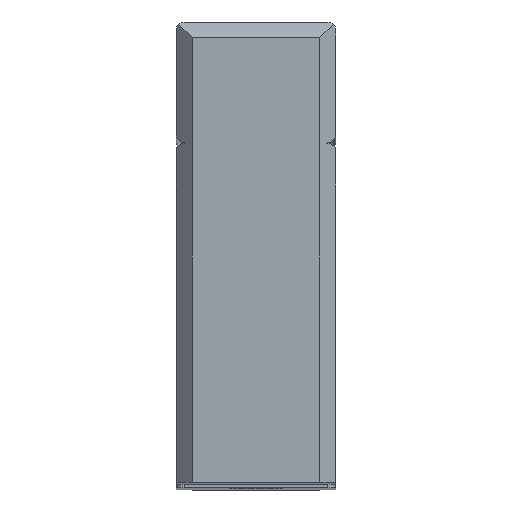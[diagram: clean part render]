
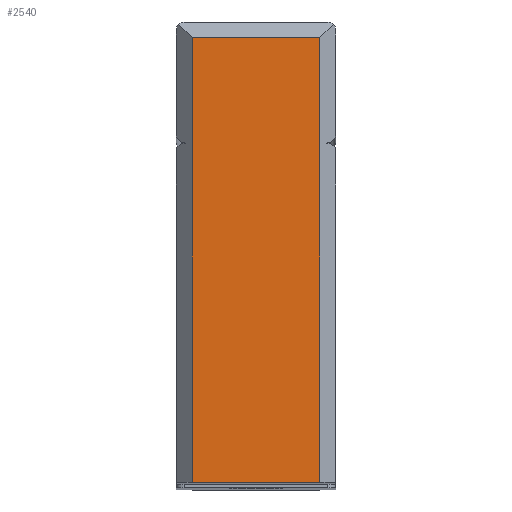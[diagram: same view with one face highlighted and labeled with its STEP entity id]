
A CAD part, top view. The second image highlights one B-rep face of the part: STEP entity #2540.
In plain terms, the highlighted planar face has unit normal (0, 0, 1).
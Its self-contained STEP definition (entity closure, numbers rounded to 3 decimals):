
#1790=CARTESIAN_POINT('',(-9.,-10.7,0.));
#1800=DIRECTION('',(0.,-1.,0.));
#1810=VECTOR('',#1800,1.);
#1820=LINE('',#1790,#1810);
#1830=CARTESIAN_POINT('',(-9.,0.,0.
));
#1840=VERTEX_POINT('',#1830);
#1850=CARTESIAN_POINT('',(-9.,-27.895,0.));
#1860=VERTEX_POINT('',#1850);
#1870=EDGE_CURVE('',#1840,#1860,#1820,.T.);
#2240=CARTESIAN_POINT('',(0.,0.,0.));
#2250=DIRECTION('',(0.,0.,1.));
#2260=DIRECTION('',(-1.,0.,0.));
#2270=AXIS2_PLACEMENT_3D('',#2240,#2250,#2260);
#2280=PLANE('',#2270);
#2290=CARTESIAN_POINT('',(-5.,-27.895,0.));
#2300=DIRECTION('',(1.,0.,0.));
#2310=VECTOR('',#2300,1.);
#2320=LINE('',#2290,#2310);
#2330=CARTESIAN_POINT('',(-1.,-27.895,
0.));
#2340=VERTEX_POINT('',#2330);
#2350=EDGE_CURVE('',#1860,#2340,#2320,.T.);
#2360=ORIENTED_EDGE('',*,*,#2350,.T.);
#2370=ORIENTED_EDGE('',*,*,#1870,.T.);
#2380=CARTESIAN_POINT('',(0.,0.,0.));
#2390=DIRECTION('',(-1.,0.,0.));
#2400=VECTOR('',#2390,1.);
#2410=LINE('',#2380,#2400);
#2420=CARTESIAN_POINT('',(-1.,0.,0.));
#2430=VERTEX_POINT('',#2420);
#2440=EDGE_CURVE('',#2430,#1840,#2410,.T.);
#2450=ORIENTED_EDGE('',*,*,#2440,.T.);
#2460=CARTESIAN_POINT('',(-1.,-10.7,0.));
#2470=DIRECTION('',(0.,-1.,0.));
#2480=VECTOR('',#2470,1.);
#2490=LINE('',#2460,#2480);
#2500=EDGE_CURVE('',#2430,#2340,#2490,.T.);
#2510=ORIENTED_EDGE('',*,*,#2500,.F.);
#2520=EDGE_LOOP('',(#2510,#2450,#2370,#2360));
#2530=FACE_OUTER_BOUND('',#2520,.T.);
#2540=ADVANCED_FACE('',(#2530),#2280,.T.);
